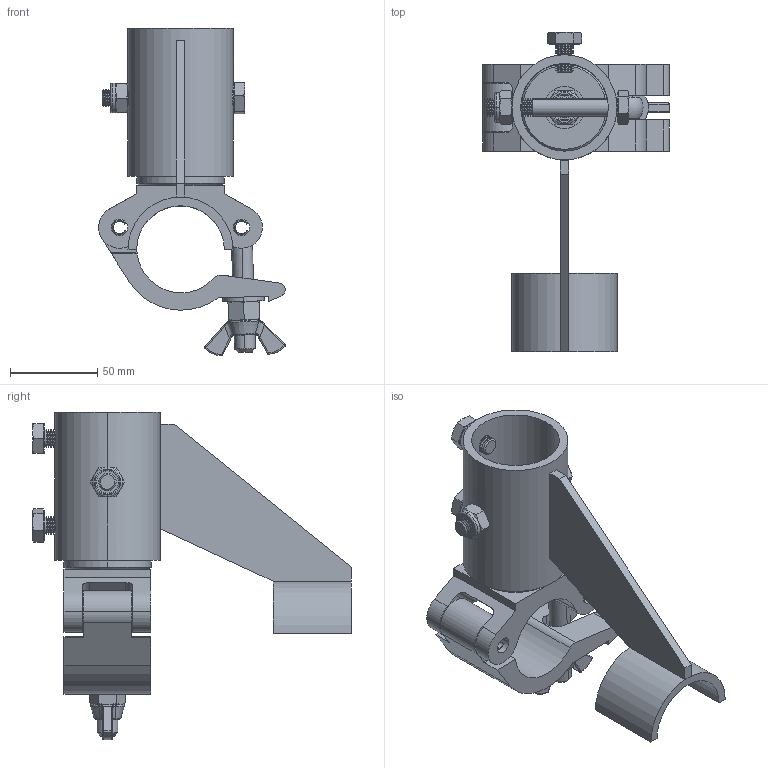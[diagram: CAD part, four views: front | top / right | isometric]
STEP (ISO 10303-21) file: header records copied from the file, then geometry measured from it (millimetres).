
FILE_DESCRIPTION (( 'STEP AP203' ), '1' );
FILE_NAME ('T57326.STEP', '2020-01-14T14:52:17', ( '' ), ( '' ), 'SwSTEP 2.0', 'SolidWorks 2019', '' );
FILE_SCHEMA (( 'CONFIG_CONTROL_DESIGN' ));
Length unit declared in the file: millimetre
Products named in the file (22): TH4343; Hex Nut Style 1 GradeAB_Doughty Fastners_Hexagon Nut ISO - 4032 - M12 - D - S; TH566; A Washer_Bright washer BS 4320 - M12 (Form A); TH4341; Socket Countersunk Head Screw_Doughty Fastners_ISO 10642 - M12 x 45 --- 45S; T78000; TH4344; F883_DIN 315-M12-GT-C-N; TH157_TH157; F790; SW3dPS-nyloc nut, st stl a2 iso_M12 NYLOC; SW3dPS-nyloc nut, st stl a2 iso_M10 NYLOC; T57326; TH4345; TH2001_TH2001 - 50MM WIDE; Hex Bolt_BS EN 24016 - M10 x 75 x 26-WS; T58600_T58601 NO FIXINGS BLACK; TH2002_TH2002 - 50MM WIDE; TH577_TH577; TH4342; Hex Screw GradeC_Doughty Fastners_BS EN 24018 - M10 x 16-WS
Assembly tree (24 placements, depth 4):
  T57326
    TH4345
      TH4341
      TH4342
      TH4344
      TH4343
    T58600_T58601 NO FIXINGS BLACK
      TH577_TH577
        TH2002_TH2002 - 50MM WIDE
      TH157_TH157
        TH2001_TH2001 - 50MM WIDE
      T78000
        TH566
        A Washer_Bright washer BS 4320 - M12 (Form A)
        Hex Nut Style 1 GradeAB_Doughty Fastners_Hexagon Nut ISO - 4032 - M12 - D - S
        F883_DIN 315-M12-GT-C-N
      F790  x2
    A Washer_Bright washer BS 4320 - M12 (Form A)
    SW3dPS-nyloc nut, st stl a2 iso_M12 NYLOC
    Socket Countersunk Head Screw_Doughty Fastners_ISO 10642 - M12 x 45 --- 45S
    Hex Screw GradeC_Doughty Fastners_BS EN 24018 - M10 x 16-WS  x2
    Hex Bolt_BS EN 24016 - M10 x 75 x 26-WS
    SW3dPS-nyloc nut, st stl a2 iso_M10 NYLOC
Bounding box: 107.22 x 183 x 187.85 mm (x, y, z)
Volume: 300744.3 mm3; surface area: 117603.2 mm2
Topology: 19 solids, 19 shells, 822 faces, 2000 edges, 1207 vertices
Faces by surface type: cone 356, cylinder 255, plane 154, bspline 28, torus 18, sphere 11
Entity records: 24951 total; most frequent: CARTESIAN_POINT 5605, DIRECTION 3843, ORIENTED_EDGE 3442, EDGE_CURVE 1721, AXIS2_PLACEMENT_3D 1588, VERTEX_POINT 1041, CIRCLE 871, EDGE_LOOP 750
